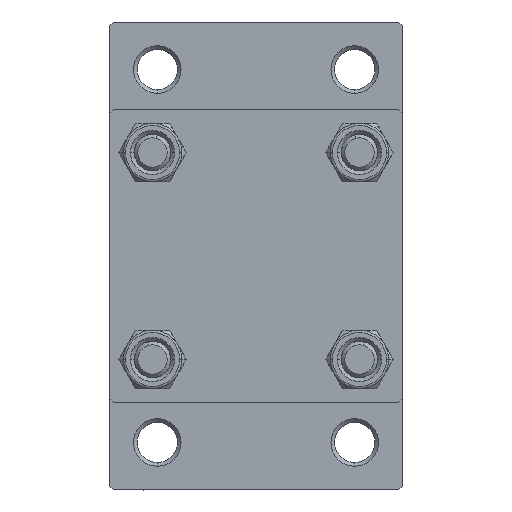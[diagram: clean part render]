
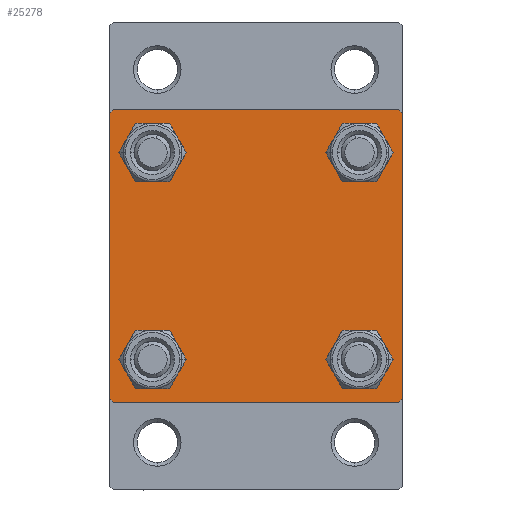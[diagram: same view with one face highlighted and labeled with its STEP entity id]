
A CAD part, left-side view. The second image highlights one B-rep face of the part: STEP entity #25278.
In plain terms, the highlighted planar face has unit normal (-1, 0, 0).
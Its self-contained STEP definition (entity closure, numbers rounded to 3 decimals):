
#14 = EDGE_CURVE ( 'NONE', #20128, #36189, #32479, .T. ) ;
#307 = CARTESIAN_POINT ( 'NONE',  ( 0., 20., 20. ) ) ;
#1046 = EDGE_CURVE ( 'NONE', #11557, #23644, #15803, .T. ) ;
#3265 = DIRECTION ( 'NONE',  ( 1., 0., 0. ) ) ;
#3277 = DIRECTION ( 'NONE',  ( 0., 0.707, 0.707 ) ) ;
#3831 = DIRECTION ( 'NONE',  ( 1., 0., 0. ) ) ;
#4007 = LINE ( 'NONE', #40883, #19936 ) ;
#4070 = VECTOR ( 'NONE', #18636, 1000. ) ;
#4165 = EDGE_LOOP ( 'NONE', ( #34142, #24301 ) ) ;
#4719 = CARTESIAN_POINT ( 'NONE',  ( 0., 20., -19.5 ) ) ;
#4760 = ORIENTED_EDGE ( 'NONE', *, *, #18501, .T. ) ;
#5126 = AXIS2_PLACEMENT_3D ( 'NONE', #44281, #37858, #23306 ) ;
#6378 = VERTEX_POINT ( 'NONE', #10207 ) ;
#6455 = VERTEX_POINT ( 'NONE', #22055 ) ;
#6626 = AXIS2_PLACEMENT_3D ( 'NONE', #12895, #44546, #27400 ) ;
#8666 = CIRCLE ( 'NONE', #45912, 3. ) ;
#8770 = VERTEX_POINT ( 'NONE', #14314 ) ;
#9724 = CARTESIAN_POINT ( 'NONE',  ( 0., 20., -20. ) ) ;
#9792 = DIRECTION ( 'NONE',  ( 0., -0.707, -0.707 ) ) ;
#10207 = CARTESIAN_POINT ( 'NONE',  ( 0., -20., 19.5 ) ) ;
#10485 = ORIENTED_EDGE ( 'NONE', *, *, #41125, .T. ) ;
#10789 = DIRECTION ( 'NONE',  ( 1., 0., 0. ) ) ;
#11026 = CARTESIAN_POINT ( 'NONE',  ( 0., -14.15, 17.15 ) ) ;
#11090 = EDGE_LOOP ( 'NONE', ( #19545, #42870, #10485, #30895, #15914, #4760, #30841, #22120 ) ) ;
#11466 = CARTESIAN_POINT ( 'NONE',  ( 0., -14.15, -14.15 ) ) ;
#11557 = VERTEX_POINT ( 'NONE', #45098 ) ;
#12285 = CARTESIAN_POINT ( 'NONE',  ( 0., 19.5, 20. ) ) ;
#12705 = CARTESIAN_POINT ( 'NONE',  ( 0., 14.15, -17.15 ) ) ;
#12895 = CARTESIAN_POINT ( 'NONE',  ( 0., 14.15, -14.15 ) ) ;
#13090 = CIRCLE ( 'NONE', #29063, 3. ) ;
#13168 = FACE_BOUND ( 'NONE', #4165, .T. ) ;
#13173 = CIRCLE ( 'NONE', #23018, 3. ) ;
#13402 = DIRECTION ( 'NONE',  ( 0., 0., 1. ) ) ;
#13403 = DIRECTION ( 'NONE',  ( 1., 0., 0. ) ) ;
#13635 = FACE_BOUND ( 'NONE', #28757, .T. ) ;
#13639 = VERTEX_POINT ( 'NONE', #43881 ) ;
#14314 = CARTESIAN_POINT ( 'NONE',  ( 0., -14.15, -17.15 ) ) ;
#15803 = CIRCLE ( 'NONE', #46193, 3. ) ;
#15814 = EDGE_CURVE ( 'NONE', #43890, #35904, #13090, .T. ) ;
#15914 = ORIENTED_EDGE ( 'NONE', *, *, #25151, .F. ) ;
#16268 = VERTEX_POINT ( 'NONE', #31883 ) ;
#16451 = LINE ( 'NONE', #38130, #42580 ) ;
#16512 = CIRCLE ( 'NONE', #40047, 3. ) ;
#16855 = LINE ( 'NONE', #9724, #18015 ) ;
#16959 = DIRECTION ( 'NONE',  ( 0., 0., 1. ) ) ;
#17187 = FACE_BOUND ( 'NONE', #46377, .T. ) ;
#17994 = CARTESIAN_POINT ( 'NONE',  ( 0., 20., 19.5 ) ) ;
#18015 = VECTOR ( 'NONE', #24449, 1000. ) ;
#18106 = DIRECTION ( 'NONE',  ( 0., 0., 1. ) ) ;
#18470 = VECTOR ( 'NONE', #23101, 1000. ) ;
#18501 = EDGE_CURVE ( 'NONE', #6378, #13639, #35883, .T. ) ;
#18520 = DIRECTION ( 'NONE',  ( 0., 0., -1. ) ) ;
#18636 = DIRECTION ( 'NONE',  ( 0., 0., -1. ) ) ;
#18647 = DIRECTION ( 'NONE',  ( 1., 0., 0. ) ) ;
#19394 = ORIENTED_EDGE ( 'NONE', *, *, #40331, .T. ) ;
#19533 = EDGE_CURVE ( 'NONE', #39978, #13639, #20144, .T. ) ;
#19545 = ORIENTED_EDGE ( 'NONE', *, *, #28595, .T. ) ;
#19556 = CIRCLE ( 'NONE', #5126, 3. ) ;
#19936 = VECTOR ( 'NONE', #18520, 1000. ) ;
#20128 = VERTEX_POINT ( 'NONE', #34602 ) ;
#20144 = LINE ( 'NONE', #23720, #41041 ) ;
#20442 = EDGE_CURVE ( 'NONE', #25765, #21879, #16451, .T. ) ;
#21165 = ORIENTED_EDGE ( 'NONE', *, *, #1046, .T. ) ;
#21258 = LINE ( 'NONE', #307, #4070 ) ;
#21476 = CARTESIAN_POINT ( 'NONE',  ( 0., -14.15, 14.15 ) ) ;
#21879 = VERTEX_POINT ( 'NONE', #38024 ) ;
#22055 = CARTESIAN_POINT ( 'NONE',  ( 0., -19.5, -20. ) ) ;
#22120 = ORIENTED_EDGE ( 'NONE', *, *, #27581, .T. ) ;
#22196 = CARTESIAN_POINT ( 'NONE',  ( 0., 14.15, 14.15 ) ) ;
#23018 = AXIS2_PLACEMENT_3D ( 'NONE', #25376, #3265, #42781 ) ;
#23101 = DIRECTION ( 'NONE',  ( 0., 0.707, -0.707 ) ) ;
#23306 = DIRECTION ( 'NONE',  ( 0., 0., 1. ) ) ;
#23644 = VERTEX_POINT ( 'NONE', #11026 ) ;
#23720 = CARTESIAN_POINT ( 'NONE',  ( 0., 20., 20. ) ) ;
#24088 = DIRECTION ( 'NONE',  ( -1., 0., 0. ) ) ;
#24301 = ORIENTED_EDGE ( 'NONE', *, *, #44183, .T. ) ;
#24449 = DIRECTION ( 'NONE',  ( 0., -1., 0. ) ) ;
#24925 = CARTESIAN_POINT ( 'NONE',  ( 0., -19.75, 19.75 ) ) ;
#25042 = VERTEX_POINT ( 'NONE', #42594 ) ;
#25151 = EDGE_CURVE ( 'NONE', #6378, #25042, #4007, .T. ) ;
#25278 = ADVANCED_FACE ( 'NONE', ( #13635, #13168, #45288, #17187, #46005 ), #27193, .T. ) ;
#25376 = CARTESIAN_POINT ( 'NONE',  ( 0., 14.15, -14.15 ) ) ;
#25765 = VERTEX_POINT ( 'NONE', #4719 ) ;
#25922 = EDGE_CURVE ( 'NONE', #6455, #25042, #30416, .T. ) ;
#25969 = DIRECTION ( 'NONE',  ( 0., 0., 1. ) ) ;
#26837 = CARTESIAN_POINT ( 'NONE',  ( 0., -19.75, -19.75 ) ) ;
#26998 = EDGE_CURVE ( 'NONE', #36189, #20128, #13173, .T. ) ;
#27193 = PLANE ( 'NONE',  #35137 ) ;
#27400 = DIRECTION ( 'NONE',  ( 0., 0., 1. ) ) ;
#27581 = EDGE_CURVE ( 'NONE', #39978, #43449, #37649, .T. ) ;
#28595 = EDGE_CURVE ( 'NONE', #43449, #25765, #21258, .T. ) ;
#28757 = EDGE_LOOP ( 'NONE', ( #45190, #21165 ) ) ;
#29063 = AXIS2_PLACEMENT_3D ( 'NONE', #22196, #13403, #16959 ) ;
#29603 = CARTESIAN_POINT ( 'NONE',  ( 0., 14.15, 14.15 ) ) ;
#30305 = CARTESIAN_POINT ( 'NONE',  ( 0., 14.15, 17.15 ) ) ;
#30416 = LINE ( 'NONE', #26837, #46585 ) ;
#30841 = ORIENTED_EDGE ( 'NONE', *, *, #19533, .F. ) ;
#30895 = ORIENTED_EDGE ( 'NONE', *, *, #25922, .T. ) ;
#31883 = CARTESIAN_POINT ( 'NONE',  ( 0., -14.15, -11.15 ) ) ;
#32479 = CIRCLE ( 'NONE', #6626, 3. ) ;
#32767 = ORIENTED_EDGE ( 'NONE', *, *, #14, .T. ) ;
#32837 = EDGE_CURVE ( 'NONE', #23644, #11557, #8666, .T. ) ;
#32939 = DIRECTION ( 'NONE',  ( 0., 0., 1. ) ) ;
#34142 = ORIENTED_EDGE ( 'NONE', *, *, #42151, .T. ) ;
#34602 = CARTESIAN_POINT ( 'NONE',  ( 0., 14.15, -11.15 ) ) ;
#35137 = AXIS2_PLACEMENT_3D ( 'NONE', #42186, #24088, #13402 ) ;
#35487 = AXIS2_PLACEMENT_3D ( 'NONE', #11466, #44305, #25969 ) ;
#35882 = CARTESIAN_POINT ( 'NONE',  ( 0., 14.15, 11.15 ) ) ;
#35883 = LINE ( 'NONE', #24925, #47092 ) ;
#35904 = VERTEX_POINT ( 'NONE', #35882 ) ;
#36011 = DIRECTION ( 'NONE',  ( 0., 0., 1. ) ) ;
#36189 = VERTEX_POINT ( 'NONE', #12705 ) ;
#37339 = EDGE_LOOP ( 'NONE', ( #32767, #45813 ) ) ;
#37649 = LINE ( 'NONE', #41202, #18470 ) ;
#37858 = DIRECTION ( 'NONE',  ( 1., 0., 0. ) ) ;
#38024 = CARTESIAN_POINT ( 'NONE',  ( 0., 19.5, -20. ) ) ;
#38130 = CARTESIAN_POINT ( 'NONE',  ( 0., 19.75, -19.75 ) ) ;
#39978 = VERTEX_POINT ( 'NONE', #12285 ) ;
#40047 = AXIS2_PLACEMENT_3D ( 'NONE', #29603, #18647, #32939 ) ;
#40331 = EDGE_CURVE ( 'NONE', #35904, #43890, #16512, .T. ) ;
#40883 = CARTESIAN_POINT ( 'NONE',  ( 0., -20., 20. ) ) ;
#41041 = VECTOR ( 'NONE', #41102, 1000. ) ;
#41102 = DIRECTION ( 'NONE',  ( 0., -1., 0. ) ) ;
#41125 = EDGE_CURVE ( 'NONE', #21879, #6455, #16855, .T. ) ;
#41202 = CARTESIAN_POINT ( 'NONE',  ( 0., 19.75, 19.75 ) ) ;
#41573 = CIRCLE ( 'NONE', #35487, 3. ) ;
#42075 = DIRECTION ( 'NONE',  ( 0., -0.707, 0.707 ) ) ;
#42151 = EDGE_CURVE ( 'NONE', #16268, #8770, #19556, .T. ) ;
#42186 = CARTESIAN_POINT ( 'NONE',  ( 0., 0., 0. ) ) ;
#42580 = VECTOR ( 'NONE', #9792, 1000. ) ;
#42594 = CARTESIAN_POINT ( 'NONE',  ( 0., -20., -19.5 ) ) ;
#42781 = DIRECTION ( 'NONE',  ( 0., 0., 1. ) ) ;
#42870 = ORIENTED_EDGE ( 'NONE', *, *, #20442, .T. ) ;
#43449 = VERTEX_POINT ( 'NONE', #17994 ) ;
#43881 = CARTESIAN_POINT ( 'NONE',  ( 0., -19.5, 20. ) ) ;
#43890 = VERTEX_POINT ( 'NONE', #30305 ) ;
#44051 = CARTESIAN_POINT ( 'NONE',  ( 0., -14.15, 14.15 ) ) ;
#44183 = EDGE_CURVE ( 'NONE', #8770, #16268, #41573, .T. ) ;
#44281 = CARTESIAN_POINT ( 'NONE',  ( 0., -14.15, -14.15 ) ) ;
#44305 = DIRECTION ( 'NONE',  ( 1., 0., 0. ) ) ;
#44546 = DIRECTION ( 'NONE',  ( 1., 0., 0. ) ) ;
#45098 = CARTESIAN_POINT ( 'NONE',  ( 0., -14.15, 11.15 ) ) ;
#45190 = ORIENTED_EDGE ( 'NONE', *, *, #32837, .T. ) ;
#45195 = ORIENTED_EDGE ( 'NONE', *, *, #15814, .T. ) ;
#45288 = FACE_BOUND ( 'NONE', #37339, .T. ) ;
#45813 = ORIENTED_EDGE ( 'NONE', *, *, #26998, .T. ) ;
#45912 = AXIS2_PLACEMENT_3D ( 'NONE', #21476, #10789, #36011 ) ;
#46005 = FACE_OUTER_BOUND ( 'NONE', #11090, .T. ) ;
#46193 = AXIS2_PLACEMENT_3D ( 'NONE', #44051, #3831, #18106 ) ;
#46377 = EDGE_LOOP ( 'NONE', ( #45195, #19394 ) ) ;
#46585 = VECTOR ( 'NONE', #42075, 1000. ) ;
#47092 = VECTOR ( 'NONE', #3277, 1000. ) ;
